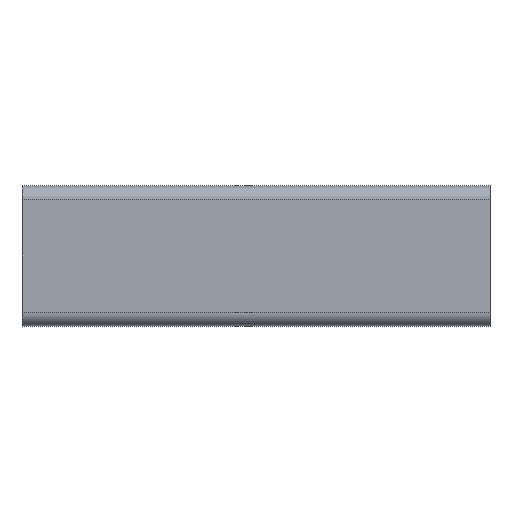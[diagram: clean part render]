
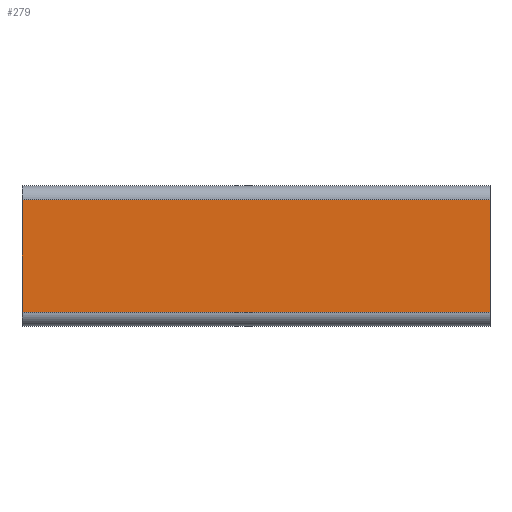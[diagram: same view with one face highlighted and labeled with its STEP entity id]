
A CAD part, left-side view. The second image highlights one B-rep face of the part: STEP entity #279.
In plain terms, the highlighted planar face has unit normal (-1, 0, 0).
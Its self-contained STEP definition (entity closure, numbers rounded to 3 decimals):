
#279 = ADVANCED_FACE( '', ( #657 ), #658, .F. );
#657 = FACE_OUTER_BOUND( '', #1132, .T. );
#658 = PLANE( '', #1133 );
#1132 = EDGE_LOOP( '', ( #1999, #2000, #2001, #2002 ) );
#1133 = AXIS2_PLACEMENT_3D( '', #2003, #2004, #2005 );
#1999 = ORIENTED_EDGE( '', *, *, #3119, .T. );
#2000 = ORIENTED_EDGE( '', *, *, #3271, .F. );
#2001 = ORIENTED_EDGE( '', *, *, #3272, .F. );
#2002 = ORIENTED_EDGE( '', *, *, #3273, .T. );
#2003 = CARTESIAN_POINT( '', ( -15., 100., -12. ) );
#2004 = DIRECTION( '', ( 1., 0., 0. ) );
#2005 = DIRECTION( '', ( 0., 0., -1. ) );
#3119 = EDGE_CURVE( '', #3858, #3856, #3859, .T. );
#3271 = EDGE_CURVE( '', #4102, #3856, #4103, .T. );
#3272 = EDGE_CURVE( '', #4104, #4102, #4105, .T. );
#3273 = EDGE_CURVE( '', #4104, #3858, #4106, .T. );
#3856 = VERTEX_POINT( '', #4852 );
#3858 = VERTEX_POINT( '', #4854 );
#3859 = LINE( '', #4855, #4856 );
#4102 = VERTEX_POINT( '', #5182 );
#4103 = LINE( '', #5183, #5184 );
#4104 = VERTEX_POINT( '', #5185 );
#4105 = LINE( '', #5186, #5187 );
#4106 = LINE( '', #5188, #5189 );
#4852 = CARTESIAN_POINT( '', ( -15., 0., 12. ) );
#4854 = CARTESIAN_POINT( '', ( -15., 0., -12. ) );
#4855 = CARTESIAN_POINT( '', ( -15., 0., -12. ) );
#4856 = VECTOR( '', #5889, 1000. );
#5182 = CARTESIAN_POINT( '', ( -15., 100., 12. ) );
#5183 = CARTESIAN_POINT( '', ( -15., 100., 12. ) );
#5184 = VECTOR( '', #6105, 1000. );
#5185 = CARTESIAN_POINT( '', ( -15., 100., -12. ) );
#5186 = CARTESIAN_POINT( '', ( -15., 100., -12. ) );
#5187 = VECTOR( '', #6106, 1000. );
#5188 = CARTESIAN_POINT( '', ( -15., 100., -12. ) );
#5189 = VECTOR( '', #6107, 1000. );
#5889 = DIRECTION( '', ( 0., 0., 1. ) );
#6105 = DIRECTION( '', ( 0., -1., 0. ) );
#6106 = DIRECTION( '', ( 0., 0., 1. ) );
#6107 = DIRECTION( '', ( 0., -1., 0. ) );
